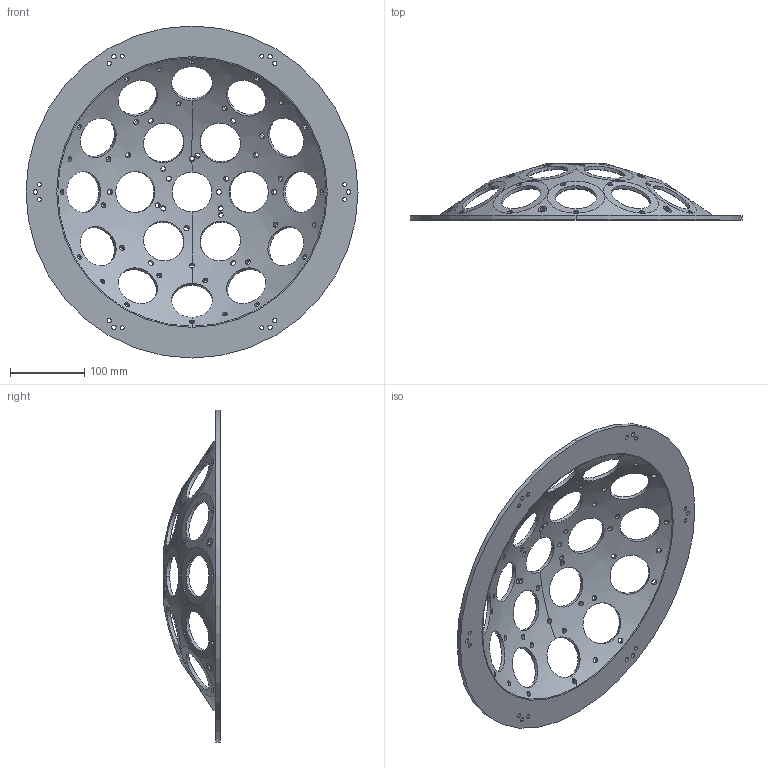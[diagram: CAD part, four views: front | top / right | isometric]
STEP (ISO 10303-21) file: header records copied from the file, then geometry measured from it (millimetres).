
FILE_DESCRIPTION (( 'STEP AP214' ), '1' );
FILE_NAME ('Matrix Improved_4.9.STEP', '2023-06-09T23:09:14', ( '' ), ( '' ), 'SwSTEP 2.0', 'SolidWorks 2022', '' );
FILE_SCHEMA (( 'AUTOMOTIVE_DESIGN' ));
Length unit declared in the file: millimetre
Products named in the file (1): Matrix Improved_4.9
Bounding box: 446 x 75.94 x 446 mm (x, y, z)
Volume: 723291 mm3; surface area: 282557.6 mm2
Topology: 1 solids, 1 shells, 449 faces, 1345 edges, 890 vertices
Faces by surface type: cylinder 200, plane 157, bspline 84, torus 4, sphere 4
Entity records: 20120 total; most frequent: CARTESIAN_POINT 7818, ORIENTED_EDGE 2690, DIRECTION 2171, EDGE_CURVE 1345, VERTEX_POINT 890, AXIS2_PLACEMENT_3D 773, VECTOR 625, LINE 625
